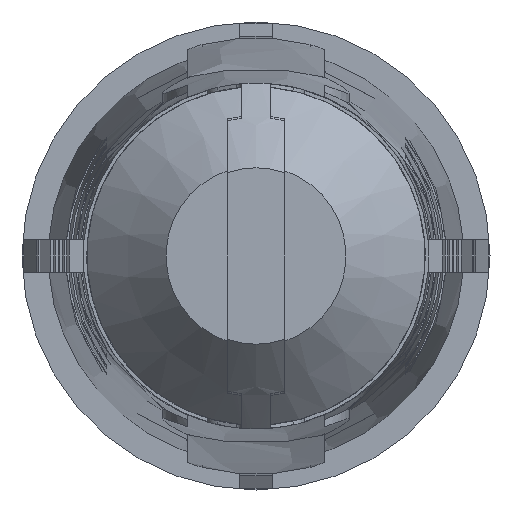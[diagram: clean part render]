
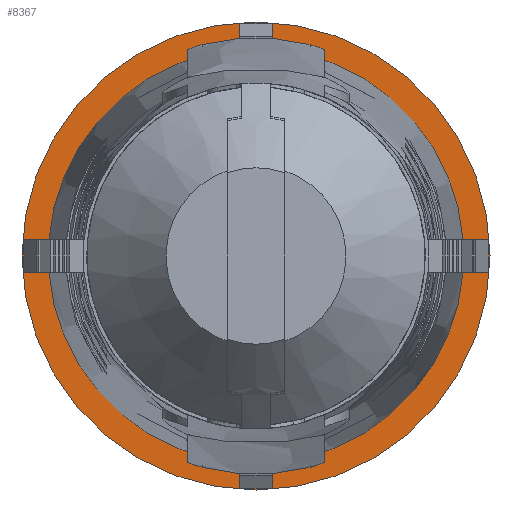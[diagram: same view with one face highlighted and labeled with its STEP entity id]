
A CAD part, left-side view. The second image highlights one B-rep face of the part: STEP entity #8367.
In plain terms, the highlighted planar face has unit normal (-1, 0, 0).
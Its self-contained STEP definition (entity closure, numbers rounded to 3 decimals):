
#27=PLANE('',#8841);
#283=LINE('',#11684,#745);
#284=LINE('',#11687,#746);
#285=LINE('',#11688,#747);
#286=LINE('',#11690,#748);
#287=LINE('',#11692,#749);
#288=LINE('',#11693,#750);
#289=LINE('',#11695,#751);
#290=LINE('',#11697,#752);
#291=LINE('',#11698,#753);
#292=LINE('',#11700,#754);
#293=LINE('',#11702,#755);
#294=LINE('',#11703,#756);
#745=VECTOR('',#9587,1000.);
#746=VECTOR('',#9588,1000.);
#747=VECTOR('',#9589,1000.);
#748=VECTOR('',#9590,1000.);
#749=VECTOR('',#9591,1000.);
#750=VECTOR('',#9592,1000.);
#751=VECTOR('',#9593,1000.);
#752=VECTOR('',#9594,1000.);
#753=VECTOR('',#9595,1000.);
#754=VECTOR('',#9596,1000.);
#755=VECTOR('',#9597,1000.);
#756=VECTOR('',#9598,1000.);
#2007=ORIENTED_EDGE('',*,*,#3919,.F.);
#2008=ORIENTED_EDGE('',*,*,#3920,.F.);
#2009=ORIENTED_EDGE('',*,*,#3854,.T.);
#2010=ORIENTED_EDGE('',*,*,#3921,.F.);
#2011=ORIENTED_EDGE('',*,*,#3922,.F.);
#2012=ORIENTED_EDGE('',*,*,#3923,.T.);
#2013=ORIENTED_EDGE('',*,*,#3831,.T.);
#2014=ORIENTED_EDGE('',*,*,#3924,.F.);
#2015=ORIENTED_EDGE('',*,*,#3925,.T.);
#2016=ORIENTED_EDGE('',*,*,#3926,.T.);
#2017=ORIENTED_EDGE('',*,*,#3803,.T.);
#2018=ORIENTED_EDGE('',*,*,#3927,.F.);
#2019=ORIENTED_EDGE('',*,*,#3928,.T.);
#2020=ORIENTED_EDGE('',*,*,#3929,.T.);
#2021=ORIENTED_EDGE('',*,*,#3805,.T.);
#2022=ORIENTED_EDGE('',*,*,#3930,.T.);
#2023=ORIENTED_EDGE('',*,*,#3931,.F.);
#3803=EDGE_CURVE('',#4744,#4767,#5249,.T.);
#3805=EDGE_CURVE('',#4770,#4768,#5250,.T.);
#3831=EDGE_CURVE('',#4796,#4795,#5258,.T.);
#3854=EDGE_CURVE('',#4818,#4819,#5264,.T.);
#3919=EDGE_CURVE('',#4871,#4872,#283,.T.);
#3920=EDGE_CURVE('',#4818,#4871,#284,.T.);
#3921=EDGE_CURVE('',#4873,#4819,#285,.T.);
#3922=EDGE_CURVE('',#4874,#4873,#286,.T.);
#3923=EDGE_CURVE('',#4874,#4796,#287,.T.);
#3924=EDGE_CURVE('',#4875,#4795,#288,.T.);
#3925=EDGE_CURVE('',#4875,#4876,#289,.T.);
#3926=EDGE_CURVE('',#4876,#4744,#290,.T.);
#3927=EDGE_CURVE('',#4877,#4767,#291,.T.);
#3928=EDGE_CURVE('',#4877,#4878,#292,.T.);
#3929=EDGE_CURVE('',#4878,#4770,#293,.T.);
#3930=EDGE_CURVE('',#4768,#4872,#294,.T.);
#3931=EDGE_CURVE('',#4879,#4879,#5279,.T.);
#4744=VERTEX_POINT('',#11223);
#4767=VERTEX_POINT('',#11309);
#4768=VERTEX_POINT('',#11316);
#4770=VERTEX_POINT('',#11319);
#4795=VERTEX_POINT('',#11414);
#4796=VERTEX_POINT('',#11416);
#4818=VERTEX_POINT('',#11503);
#4819=VERTEX_POINT('',#11504);
#4871=VERTEX_POINT('',#11685);
#4872=VERTEX_POINT('',#11686);
#4873=VERTEX_POINT('',#11689);
#4874=VERTEX_POINT('',#11691);
#4875=VERTEX_POINT('',#11694);
#4876=VERTEX_POINT('',#11696);
#4877=VERTEX_POINT('',#11699);
#4878=VERTEX_POINT('',#11701);
#4879=VERTEX_POINT('',#11705);
#5249=CIRCLE('',#8788,5.77);
#5250=CIRCLE('',#8790,5.77);
#5258=CIRCLE('',#8803,5.77);
#5264=CIRCLE('',#8814,5.77);
#5279=CIRCLE('',#8842,6.5);
#5331=EDGE_LOOP('',(#2007,#2008,#2009,#2010,#2011,#2012,#2013,#2014,#2015,
#2016,#2017,#2018,#2019,#2020,#2021,#2022));
#5332=EDGE_LOOP('',(#2023));
#5691=FACE_BOUND('',#5331,.T.);
#5692=FACE_BOUND('',#5332,.T.);
#8367=ADVANCED_FACE('',(#5691,#5692),#27,.F.);
#8788=AXIS2_PLACEMENT_3D('',#11310,#9451,#9452);
#8790=AXIS2_PLACEMENT_3D('',#11318,#9455,#9456);
#8803=AXIS2_PLACEMENT_3D('',#11415,#9481,#9482);
#8814=AXIS2_PLACEMENT_3D('',#11502,#9503,#9504);
#8841=AXIS2_PLACEMENT_3D('',#11683,#9585,#9586);
#8842=AXIS2_PLACEMENT_3D('',#11704,#9599,#9600);
#9451=DIRECTION('',(1.,0.,0.));
#9452=DIRECTION('',(0.,0.,-1.));
#9455=DIRECTION('',(1.,0.,0.));
#9456=DIRECTION('',(0.,0.,-1.));
#9481=DIRECTION('',(1.,0.,0.));
#9482=DIRECTION('',(0.,0.,-1.));
#9503=DIRECTION('',(1.,0.,0.));
#9504=DIRECTION('',(0.,0.,-1.));
#9585=DIRECTION('',(1.,0.,0.));
#9586=DIRECTION('',(0.,0.,-1.));
#9587=DIRECTION('',(0.,-1.,0.));
#9588=DIRECTION('',(0.,0.,-1.));
#9589=DIRECTION('',(0.,-1.,0.));
#9590=DIRECTION('',(0.,0.,-1.));
#9591=DIRECTION('',(0.,-1.,0.));
#9592=DIRECTION('',(0.,0.,-1.));
#9593=DIRECTION('',(0.,-1.,0.));
#9594=DIRECTION('',(0.,0.,-1.));
#9595=DIRECTION('',(0.,1.,0.));
#9596=DIRECTION('',(0.,0.,-1.));
#9597=DIRECTION('',(0.,1.,0.));
#9598=DIRECTION('',(0.,0.,-1.));
#9599=DIRECTION('',(1.,0.,0.));
#9600=DIRECTION('',(0.,0.,-1.));
#11223=CARTESIAN_POINT('',(-0.5,-0.45,5.753));
#11309=CARTESIAN_POINT('',(-0.5,-5.753,0.45));
#11310=CARTESIAN_POINT('',(-0.5,0.,0.));
#11316=CARTESIAN_POINT('',(-0.5,-0.45,-5.753));
#11318=CARTESIAN_POINT('',(-0.5,0.,0.));
#11319=CARTESIAN_POINT('',(-0.5,-5.753,-0.45));
#11414=CARTESIAN_POINT('',(-0.5,0.45,5.753));
#11415=CARTESIAN_POINT('',(-0.5,0.,0.));
#11416=CARTESIAN_POINT('',(-0.5,5.753,0.45));
#11502=CARTESIAN_POINT('',(-0.5,0.,0.));
#11503=CARTESIAN_POINT('',(-0.5,0.45,-5.753));
#11504=CARTESIAN_POINT('',(-0.5,5.753,-0.45));
#11683=CARTESIAN_POINT('',(-0.5,5.77,0.));
#11684=CARTESIAN_POINT('',(-0.5,0.45,-6.167));
#11685=CARTESIAN_POINT('',(-0.5,0.45,-6.167));
#11686=CARTESIAN_POINT('',(-0.5,-0.45,-6.167));
#11687=CARTESIAN_POINT('',(-0.5,0.45,6.167));
#11688=CARTESIAN_POINT('',(-0.5,5.77,-0.45));
#11689=CARTESIAN_POINT('',(-0.5,6.166,-0.45));
#11690=CARTESIAN_POINT('',(-0.5,6.166,0.));
#11691=CARTESIAN_POINT('',(-0.5,6.166,0.45));
#11692=CARTESIAN_POINT('',(-0.5,5.77,0.45));
#11693=CARTESIAN_POINT('',(-0.5,0.45,6.167));
#11694=CARTESIAN_POINT('',(-0.5,0.45,6.167));
#11695=CARTESIAN_POINT('',(-0.5,0.45,6.167));
#11696=CARTESIAN_POINT('',(-0.5,-0.45,6.167));
#11697=CARTESIAN_POINT('',(-0.5,-0.45,6.167));
#11698=CARTESIAN_POINT('',(-0.5,-6.166,0.45));
#11699=CARTESIAN_POINT('',(-0.5,-6.166,0.45));
#11700=CARTESIAN_POINT('',(-0.5,-6.166,0.45));
#11701=CARTESIAN_POINT('',(-0.5,-6.166,-0.45));
#11702=CARTESIAN_POINT('',(-0.5,-6.166,-0.45));
#11703=CARTESIAN_POINT('',(-0.5,-0.45,6.167));
#11704=CARTESIAN_POINT('',(-0.5,0.,0.));
#11705=CARTESIAN_POINT('',(-0.5,0.,-6.5));
